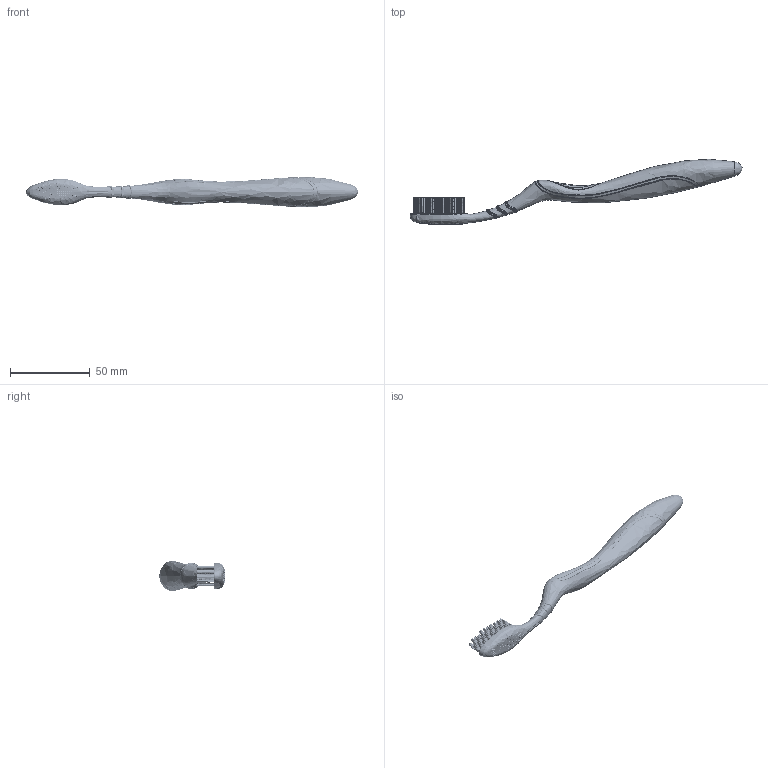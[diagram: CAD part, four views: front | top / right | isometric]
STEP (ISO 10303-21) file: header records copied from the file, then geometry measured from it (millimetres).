
FILE_DESCRIPTION(('FreeCAD Model'),'2;1');
FILE_NAME('Open CASCADE Shape Model','2025-04-29T08:10:46',('FreeCAD'),( 'FreeCAD'),'Open CASCADE STEP processor 7.6','FreeCAD','Unknown');
FILE_SCHEMA(('AUTOMOTIVE_DESIGN { 1 0 10303 214 1 1 1 1 }'));
Products named in the file (1): Open CASCADE STEP translator 7.6 1
Bounding box: 207.84 x 40.88 x 18.72 mm (x, y, z)
Volume: 27521.6 mm3; surface area: 40007.3 mm2
Topology: 247 solids, 247 shells, 7410 faces, 17407 edges, 10852 vertices
Faces by surface type: bspline 7410
Entity records: 332398 total; most frequent: CARTESIAN_POINT 238540, ORIENTED_EDGE 32682, EDGE_CURVE 16341, VERTEX_POINT 10319, FACE_BOUND 9218, EDGE_LOOP 9218, ADVANCED_FACE 7270, B_SPLINE_CURVE_WITH_KNOTS 6142
